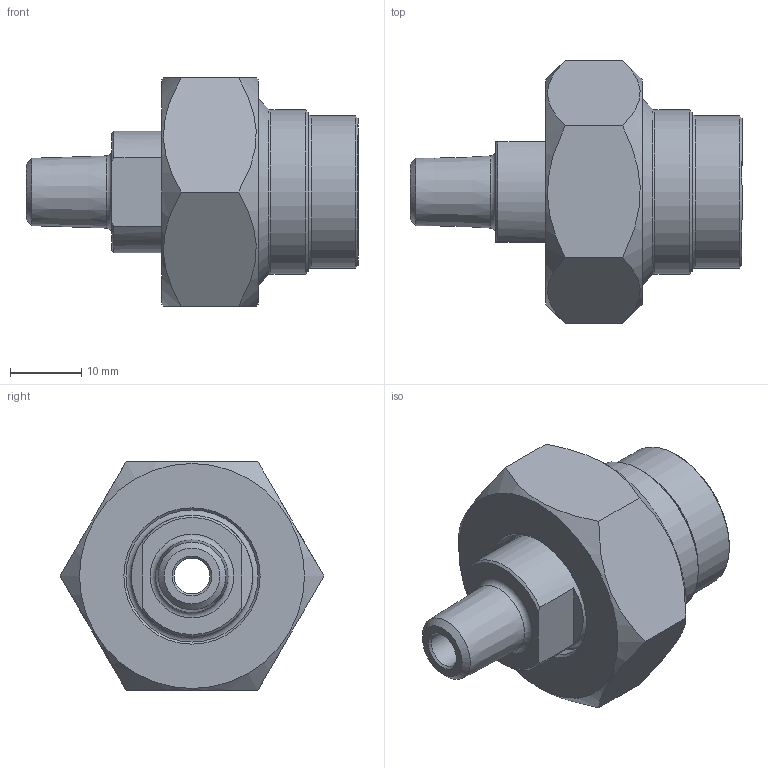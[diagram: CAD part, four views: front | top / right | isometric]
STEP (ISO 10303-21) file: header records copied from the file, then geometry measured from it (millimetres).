
FILE_DESCRIPTION(/* description */ (''),/* implementation_level */ '2;1');
FILE_NAME(/* name */ '3D_R666-UE-SG-DN6-DN20-21.3_171130642.stp',/* time_stamp */ '2021-07-09T08:37:49+02:00',/* author */ ('cad'),/* organization */ (''),/* preprocessor_version */ 'ST-DEVELOPER v18.1',/* originating_system */ 'Autodesk Inventor 2022',/* authorisation */ '');
FILE_SCHEMA (('AUTOMOTIVE_DESIGN { 1 0 10303 214 3 1 1 }'));
Length unit declared in the file: millimetre
Products named in the file (4): 3D_R666-UE-SG-DN6-DN20-21.3_171130642; 3D_R666-M-DN20_17113920; 3D_R666-SG-21.3-DN20_17113730; 3D_R666-UE-DN6-DN20_17113210
Assembly tree (3 placements, depth 2):
  3D_R666-UE-SG-DN6-DN20-21.3_171130642
    3D_R666-M-DN20_17113920
    3D_R666-SG-21.3-DN20_17113730
    3D_R666-UE-DN6-DN20_17113210
Bounding box: 46.5 x 36.95 x 32 mm (x, y, z)
Volume: 14012.1 mm3; surface area: 8757 mm2
Topology: 3 solids, 3 shells, 53 faces, 123 edges, 80 vertices
Faces by surface type: plane 20, cone 19, cylinder 9, torus 5
Full cylindrical faces by diameter (mm): 5 x1, 17 x1, 17.3 x1, 18.5 x1, 21.3 x1, 23 x1, 23.5 x1, 24.117 x1, 26.4 x1
Entity records: 1675 total; most frequent: CARTESIAN_POINT 295, DIRECTION 294, ORIENTED_EDGE 246, AXIS2_PLACEMENT_3D 127, EDGE_CURVE 123, VERTEX_POINT 80, CIRCLE 65, EDGE_LOOP 63
